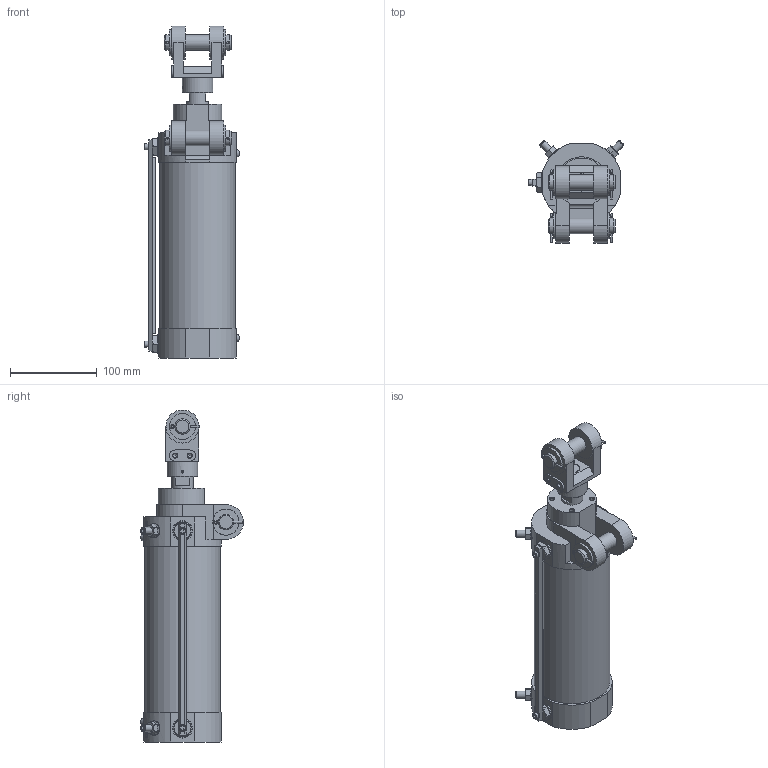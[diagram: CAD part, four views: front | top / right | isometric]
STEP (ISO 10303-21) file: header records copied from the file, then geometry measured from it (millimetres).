
FILE_DESCRIPTION(/* description */ ('STEP AP214'),/* implementation_level */ '2;1');
FILE_NAME(/* name */ '557912_DW-80-125-Y-A',/* time_stamp */ '2024-08-23T14:25:11+02:00',/* author */ ('License CC BY-ND 4.0'),/* organization */ ('CADENAS'),/* preprocessor_version */ 'ST-DEVELOPER v19.3',/* originating_system */ 'PARTsolutions',/* authorisation */ ' ');
FILE_SCHEMA (('AUTOMOTIVE_DESIGN {1 0 10303 214 3 1 1}'));
Length unit declared in the file: millimetre
Products named in the file (7): 557912 DW-80-125-Y-A---(0); 729597 DW-80-125-RCA_ZYL; 729603 DWA-80-125_K; 729642 SGH--80_GK; 729629 80_ST; 729609 DW-80-125-RC_HS; 729631 RC3/8_BS
Assembly tree (7 placements, depth 2):
  557912 DW-80-125-Y-A---(0)
    729597 DW-80-125-RCA_ZYL
    729603 DWA-80-125_K
    729642 SGH--80_GK
    729629 80_ST
    729609 DW-80-125-RC_HS
    729631 RC3/8_BS  x2
Bounding box: 109.18 x 118.08 x 382 mm (x, y, z)
Volume: 1258453.7 mm3; surface area: 238071.7 mm2
Topology: 7 solids, 7 shells, 625 faces, 1459 edges, 912 vertices
Faces by surface type: plane 355, cylinder 128, cone 117, torus 25
Full cylindrical faces by diameter (mm): 2.3 x8, 3 x3, 4.917 x8, 7 x2, 7.6 x2, 8 x4, 14.7 x2, 16.6 x2, 16.8 x2, 18 x8, 18.376 x1, 20 x1, 21 x1, 22.15 x2, 23 x6, 25 x3, 30 x4, 35 x1, 38 x2, 80 x2, 87 x1
Entity records: 16805 total; most frequent: CARTESIAN_POINT 3527, DIRECTION 2726, ORIENTED_EDGE 2480, EDGE_CURVE 1240, AXIS2_PLACEMENT_3D 1062, VERTEX_POINT 858, FACE_BOUND 838, EDGE_LOOP 826
